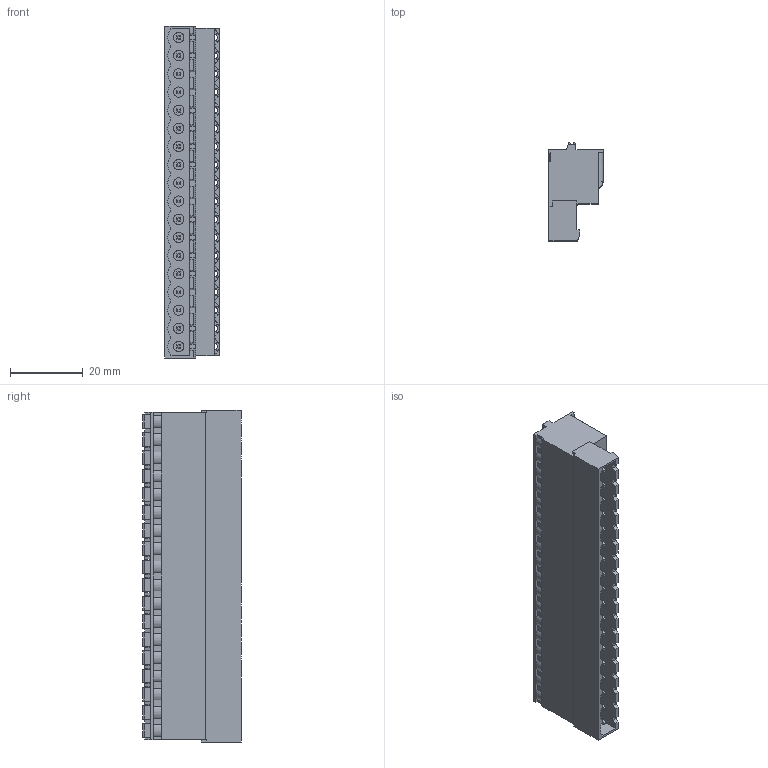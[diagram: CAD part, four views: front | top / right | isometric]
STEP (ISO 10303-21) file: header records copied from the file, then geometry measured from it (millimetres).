
FILE_DESCRIPTION((''),'2;1');
FILE_NAME('TLPHS-218-XXP','2024-10-22T10:35:32',('yanfa'),(''),'CREO PARAMETRIC BY PTC INC, 2018050','CREO PARAMETRIC BY PTC INC, 2018050','');
FILE_SCHEMA(('AUTOMOTIVE_DESIGN { 1 0 10303 214 1 1 1 1 }'));
Length unit declared in the file: millimetre
Products named in the file (1): TLPHS-218-XXP
Bounding box: 15 x 26.99 x 91.32 mm (x, y, z)
Volume: 20987.1 mm3; surface area: 12949.2 mm2
Topology: 1 solids, 1 shells, 1007 faces, 2622 edges, 1688 vertices
Faces by surface type: plane 772, cylinder 235
Entity records: 30876 total; most frequent: CARTESIAN_POINT 5785, ORIENTED_EDGE 5244, DIRECTION 5046, EDGE_CURVE 2622, VECTOR 1990, LINE 1990, VERTEX_POINT 1691, AXIS2_PLACEMENT_3D 1528
